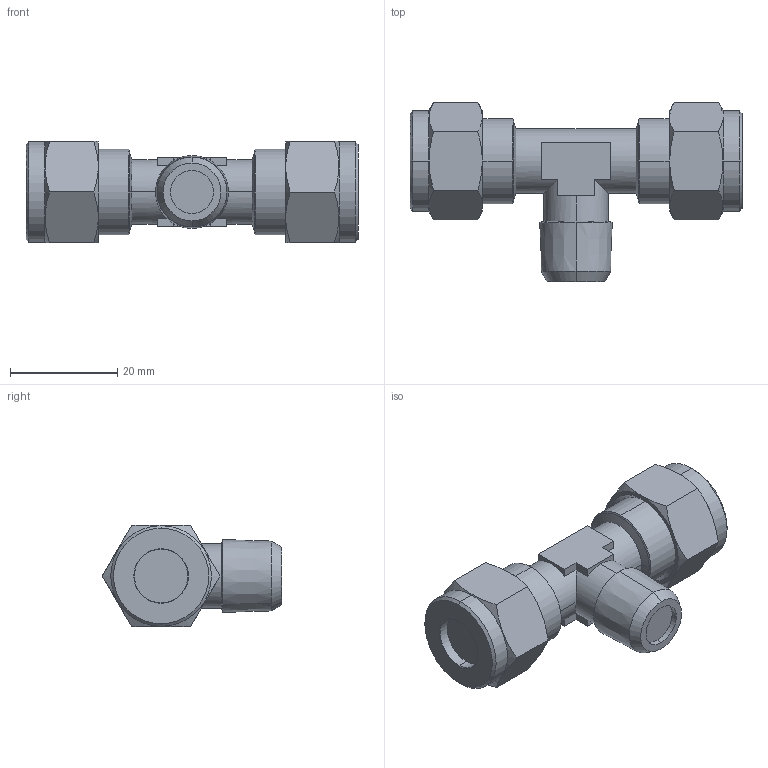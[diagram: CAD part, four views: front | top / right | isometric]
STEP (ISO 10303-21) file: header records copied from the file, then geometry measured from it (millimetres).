
FILE_DESCRIPTION (( 'STEP AP214' ), '1' );
FILE_NAME ('1022000007.step', '2013-02-25T17:11:46', ( '' ), ( '' ), 'SwSTEP 2.0', 'SolidWorks 2012', '' );
FILE_SCHEMA (( 'AUTOMOTIVE_DESIGN' ));
Length unit declared in the file: millimetre
Products named in the file (1): 1022000007
Bounding box: 62 x 33.47 x 19 mm (x, y, z)
Volume: 15111.9 mm3; surface area: 5178.9 mm2
Topology: 1 solids, 1 shells, 99 faces, 233 edges, 139 vertices
Faces by surface type: cone 40, plane 37, cylinder 18, torus 4
Entity records: 3025 total; most frequent: CARTESIAN_POINT 762, DIRECTION 473, ORIENTED_EDGE 462, EDGE_CURVE 231, AXIS2_PLACEMENT_3D 186, VERTEX_POINT 139, EDGE_LOOP 104, VECTOR 101
